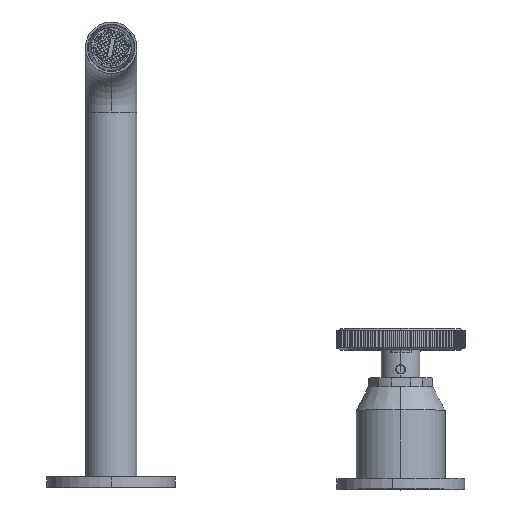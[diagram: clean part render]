
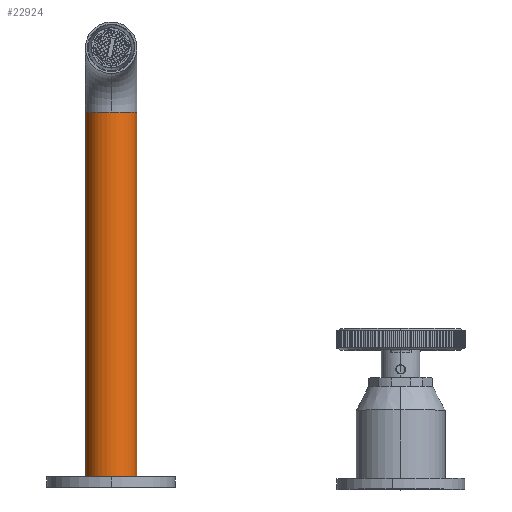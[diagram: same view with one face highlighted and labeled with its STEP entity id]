
A CAD part, front view. The second image highlights one B-rep face of the part: STEP entity #22924.
In plain terms, the highlighted cylindrical face has radius 12 mm (diameter 24 mm), a partial arc.
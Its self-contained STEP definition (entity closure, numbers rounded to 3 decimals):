
#1018 = CARTESIAN_POINT ( 'NONE',  ( 0., 12., 0. ) ) ;
#1286 = VECTOR ( 'NONE', #16366, 1000. ) ;
#1671 = LINE ( 'NONE', #17414, #21197 ) ;
#1831 = VERTEX_POINT ( 'NONE', #9297 ) ;
#1838 = DIRECTION ( 'NONE',  ( 0., 0., 1. ) ) ;
#1888 = LINE ( 'NONE', #5018, #1286 ) ;
#1942 = EDGE_CURVE ( 'NONE', #1831, #11115, #12524, .T. ) ;
#3641 = CIRCLE ( 'NONE', #22441, 12. ) ;
#3695 = ORIENTED_EDGE ( 'NONE', *, *, #1942, .F. ) ;
#4046 = CARTESIAN_POINT ( 'NONE',  ( 0., 0., 169.992 ) ) ;
#4094 = CARTESIAN_POINT ( 'NONE',  ( 0., 12., 169.992 ) ) ;
#4424 = VERTEX_POINT ( 'NONE', #4094 ) ;
#5018 = CARTESIAN_POINT ( 'NONE',  ( 0., 12., 0. ) ) ;
#5972 = DIRECTION ( 'NONE',  ( 1., 0., 0. ) ) ;
#6178 = ORIENTED_EDGE ( 'NONE', *, *, #10210, .F. ) ;
#6457 = CARTESIAN_POINT ( 'NONE',  ( 0., 0., 0. ) ) ;
#7441 = AXIS2_PLACEMENT_3D ( 'NONE', #6457, #19729, #8384 ) ;
#7883 = DIRECTION ( 'NONE',  ( 0., 0., 1. ) ) ;
#8384 = DIRECTION ( 'NONE',  ( 1., 0., 0. ) ) ;
#9297 = CARTESIAN_POINT ( 'NONE',  ( 0., -12., 169.992 ) ) ;
#9361 = DIRECTION ( 'NONE',  ( 0., -1., 0. ) ) ;
#9475 = ORIENTED_EDGE ( 'NONE', *, *, #18856, .F. ) ;
#10210 = EDGE_CURVE ( 'NONE', #21924, #1831, #1671, .T. ) ;
#10574 = ORIENTED_EDGE ( 'NONE', *, *, #20789, .T. ) ;
#10682 = CYLINDRICAL_SURFACE ( 'NONE', #18210, 12. ) ;
#11115 = VERTEX_POINT ( 'NONE', #13241 ) ;
#11985 = EDGE_LOOP ( 'NONE', ( #16846, #10574, #9475, #3695, #6178 ) ) ;
#12524 = CIRCLE ( 'NONE', #12529, 12. ) ;
#12529 = AXIS2_PLACEMENT_3D ( 'NONE', #19210, #7883, #21122 ) ;
#12633 = VERTEX_POINT ( 'NONE', #1018 ) ;
#13241 = CARTESIAN_POINT ( 'NONE',  ( 12., 0., 169.992 ) ) ;
#16366 = DIRECTION ( 'NONE',  ( 0., 0., 1. ) ) ;
#16846 = ORIENTED_EDGE ( 'NONE', *, *, #23977, .T. ) ;
#17313 = DIRECTION ( 'NONE',  ( 0., 0., 1. ) ) ;
#17414 = CARTESIAN_POINT ( 'NONE',  ( 0., -12., 0. ) ) ;
#17747 = CIRCLE ( 'NONE', #7441, 12. ) ;
#18210 = AXIS2_PLACEMENT_3D ( 'NONE', #22638, #1838, #9361 ) ;
#18856 = EDGE_CURVE ( 'NONE', #11115, #4424, #3641, .T. ) ;
#19210 = CARTESIAN_POINT ( 'NONE',  ( 0., 0., 169.992 ) ) ;
#19344 = DIRECTION ( 'NONE',  ( 0., 0., 1. ) ) ;
#19729 = DIRECTION ( 'NONE',  ( 0., 0., 1. ) ) ;
#20789 = EDGE_CURVE ( 'NONE', #12633, #4424, #1888, .T. ) ;
#21122 = DIRECTION ( 'NONE',  ( 1., 0., 0. ) ) ;
#21197 = VECTOR ( 'NONE', #19344, 1000. ) ;
#21345 = FACE_OUTER_BOUND ( 'NONE', #11985, .T. ) ;
#21924 = VERTEX_POINT ( 'NONE', #22688 ) ;
#22441 = AXIS2_PLACEMENT_3D ( 'NONE', #4046, #17313, #5972 ) ;
#22638 = CARTESIAN_POINT ( 'NONE',  ( 0., 0., 0. ) ) ;
#22688 = CARTESIAN_POINT ( 'NONE',  ( 0., -12., 0. ) ) ;
#22924 = ADVANCED_FACE ( 'NONE', ( #21345 ), #10682, .T. ) ;
#23977 = EDGE_CURVE ( 'NONE', #21924, #12633, #17747, .T. ) ;
